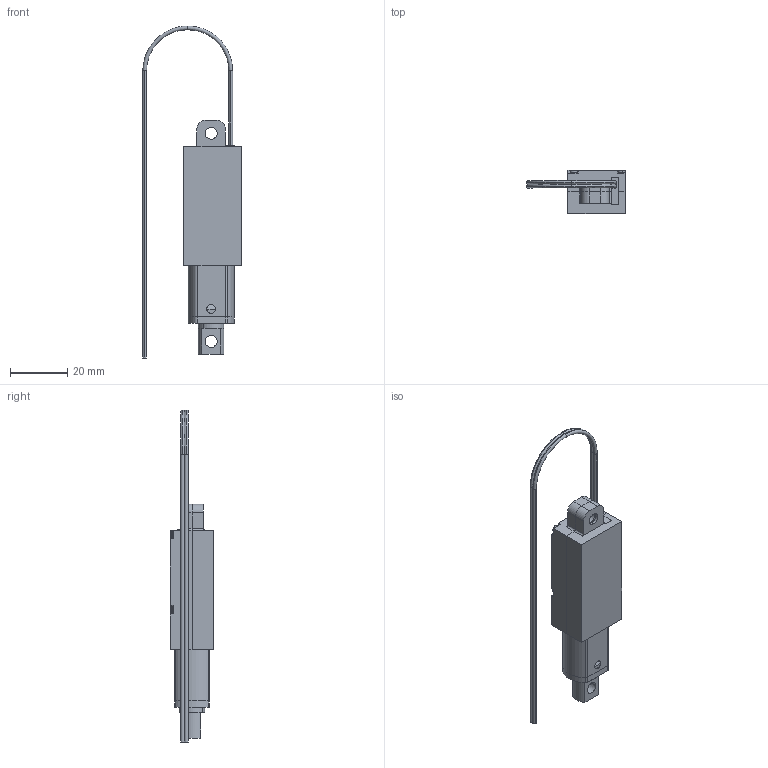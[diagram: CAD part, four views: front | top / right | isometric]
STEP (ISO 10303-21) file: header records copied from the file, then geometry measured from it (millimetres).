
FILE_DESCRIPTION (( 'STEP AP203' ), '1' );
FILE_NAME ('IP60ÐÐ³Ì15WR.STEP', '2023-03-03T06:40:33', ( 'Microsoft' ), ( 'MS' ), 'SwSTEP 2.0', 'SolidWorks 2018', '' );
FILE_SCHEMA (( 'CONFIG_CONTROL_DESIGN' ));
Length unit declared in the file: millimetre
Products named in the file (10): 苤臏褲; IP60芢裝猾裔; 裂嫉; 蹟佪; IP60盄諶; 萇盄; 萇儂ㄗ衵ㄘ拸嫉; IP60俴最15WR; 萇儂ㄗ酘ㄘ; 諾陑臏奪
Assembly tree (13 placements, depth 2):
  IP60俴最15WR
    萇儂ㄗ衵ㄘ拸嫉
    萇儂ㄗ酘ㄘ
    諾陑臏奪
    苤臏褲
    IP60芢裝猾裔
    裂嫉
    蹟佪  x5
    IP60盄諶
    萇盄
Bounding box: 34.3 x 15 x 115.65 mm (x, y, z)
Volume: 7927.2 mm3; surface area: 13966.9 mm2
Topology: 14 solids, 14 shells, 379 faces, 1041 edges, 709 vertices
Faces by surface type: plane 196, cylinder 151, torus 28, bspline 4
Entity records: 11923 total; most frequent: CARTESIAN_POINT 3622, ORIENTED_EDGE 1538, DIRECTION 1451, EDGE_CURVE 769, VERTEX_POINT 533, AXIS2_PLACEMENT_3D 526, LINE 399, VECTOR 399
